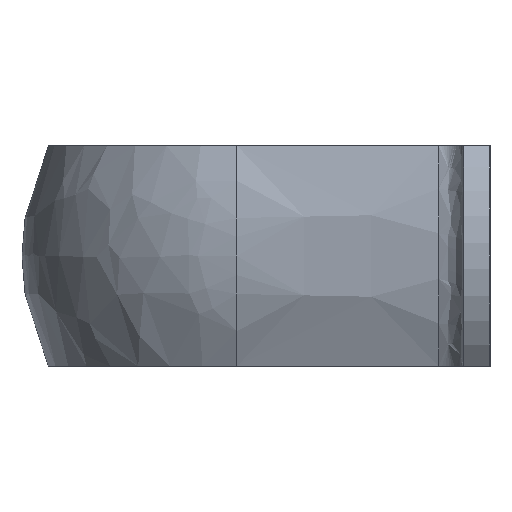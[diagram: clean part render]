
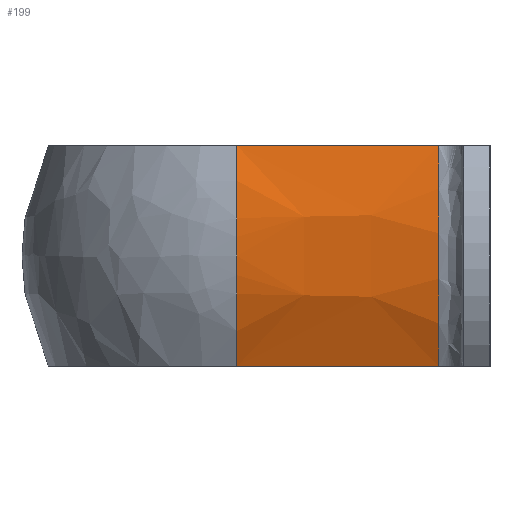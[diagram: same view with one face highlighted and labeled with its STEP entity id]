
A CAD part, left-side view. The second image highlights one B-rep face of the part: STEP entity #199.
In plain terms, the highlighted conical face has half-angle 7.5 degrees and reference radius 15.629 mm.
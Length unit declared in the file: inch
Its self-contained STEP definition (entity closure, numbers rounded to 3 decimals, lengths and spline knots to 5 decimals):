
#24 = AXIS2_PLACEMENT_3D ( 'NONE', #528, #928, #1244 ) ;
#28 = CARTESIAN_POINT ( 'NONE',  ( -0.54031, 0.26874, -0.25 ) ) ;
#40 = CARTESIAN_POINT ( 'NONE',  ( -0.51817, 0.42094, 0.25 ) ) ;
#97 = EDGE_CURVE ( 'NONE', #1031, #1050, #735, .T. ) ;
#164 = CARTESIAN_POINT ( 'NONE',  ( -0.54031, 0.26874, 0.25 ) ) ;
#169 = CARTESIAN_POINT ( 'NONE',  ( -0.56224, 0.11652, 0.25 ) ) ;
#199 = ADVANCED_FACE ( 'NONE', ( #552 ), #680, .T. ) ;
#211 = ORIENTED_EDGE ( 'NONE', *, *, #799, .F. ) ;
#260 = VERTEX_POINT ( 'NONE', #630 ) ;
#279 = DIRECTION ( 'NONE',  ( 1., 0., 0. ) ) ;
#321 = CARTESIAN_POINT ( 'NONE',  ( -0.51817, 0.42094, -0.25 ) ) ;
#372 = CARTESIAN_POINT ( 'NONE',  ( -0.49574, 0.57309, 0.25 ) ) ;
#415 = CARTESIAN_POINT ( 'NONE',  ( -0.56224, 0.11652, -0.25 ) ) ;
#528 = CARTESIAN_POINT ( 'NONE',  ( 0., 0.11652, 0. ) ) ;
#534 = CARTESIAN_POINT ( 'NONE',  ( -0.49574, 0.57309, -0.25 ) ) ;
#542 = CARTESIAN_POINT ( 'NONE',  ( 0., 0.11652, 0. ) ) ;
#552 = FACE_OUTER_BOUND ( 'NONE', #1134, .T. ) ;
#560 = CARTESIAN_POINT ( 'NONE',  ( -0.56224, 0.11652, -0.25 ) ) ;
#585 = ORIENTED_EDGE ( 'NONE', *, *, #730, .T. ) ;
#630 = CARTESIAN_POINT ( 'NONE',  ( -0.49574, 0.57309, 0.25 ) ) ;
#643 = DIRECTION ( 'NONE',  ( 0., 0., -1. ) ) ;
#652 = AXIS2_PLACEMENT_3D ( 'NONE', #984, #977, #279 ) ;
#680 = CONICAL_SURFACE ( 'NONE', #24, 0.61532, 0.131 ) ;
#730 = EDGE_CURVE ( 'NONE', #1178, #260, #1236, .T. ) ;
#735 = B_SPLINE_CURVE_WITH_KNOTS ( 'NONE', 3,
 ( #534, #321, #28, #415 ),
 .UNSPECIFIED., .F., .F.,
 ( 4, 4 ),
 ( 0., 0.01172 ),
 .UNSPECIFIED. ) ;
#770 = CIRCLE ( 'NONE', #652, 0.55521 ) ;
#799 = EDGE_CURVE ( 'NONE', #1031, #260, #770, .T. ) ;
#928 = DIRECTION ( 'NONE',  ( 0., -1., 0. ) ) ;
#958 = EDGE_CURVE ( 'NONE', #1050, #1178, #962, .T. ) ;
#962 = CIRCLE ( 'NONE', #1171, 0.61532 ) ;
#977 = DIRECTION ( 'NONE',  ( 0., 1., 0. ) ) ;
#984 = CARTESIAN_POINT ( 'NONE',  ( 0., 0.57309, 0. ) ) ;
#1031 = VERTEX_POINT ( 'NONE', #1062 ) ;
#1050 = VERTEX_POINT ( 'NONE', #560 ) ;
#1062 = CARTESIAN_POINT ( 'NONE',  ( -0.49574, 0.57309, -0.25 ) ) ;
#1134 = EDGE_LOOP ( 'NONE', ( #211, #1188, #1290, #585 ) ) ;
#1171 = AXIS2_PLACEMENT_3D ( 'NONE', #542, #1255, #643 ) ;
#1178 = VERTEX_POINT ( 'NONE', #169 ) ;
#1188 = ORIENTED_EDGE ( 'NONE', *, *, #97, .T. ) ;
#1236 = B_SPLINE_CURVE_WITH_KNOTS ( 'NONE', 3,
 ( #1275, #164, #40, #372 ),
 .UNSPECIFIED., .F., .F.,
 ( 4, 4 ),
 ( 0., 0.01172 ),
 .UNSPECIFIED. ) ;
#1244 = DIRECTION ( 'NONE',  ( 1., 0., 0. ) ) ;
#1255 = DIRECTION ( 'NONE',  ( 0., 1., 0. ) ) ;
#1275 = CARTESIAN_POINT ( 'NONE',  ( -0.56224, 0.11652, 0.25 ) ) ;
#1290 = ORIENTED_EDGE ( 'NONE', *, *, #958, .T. ) ;
